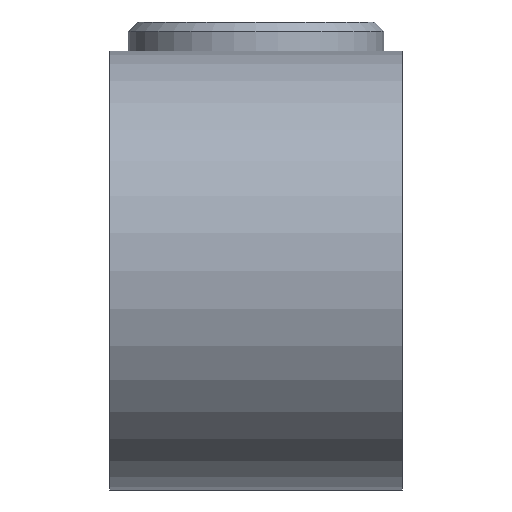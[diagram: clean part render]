
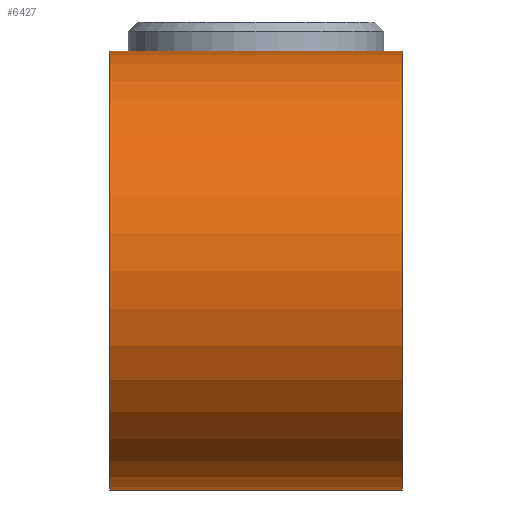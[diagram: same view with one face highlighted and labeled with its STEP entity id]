
A CAD part, left-side view. The second image highlights one B-rep face of the part: STEP entity #6427.
In plain terms, the highlighted cylindrical face has radius 6 mm (diameter 12 mm), a partial arc.
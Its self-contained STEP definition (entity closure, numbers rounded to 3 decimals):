
#138 = DIRECTION ( 'NONE',  ( 0., 0., 1. ) ) ;
#293 = DIRECTION ( 'NONE',  ( 0., 0., -1. ) ) ;
#398 = AXIS2_PLACEMENT_3D ( 'NONE', #3303, #9327, #5895 ) ;
#408 = DIRECTION ( 'NONE',  ( 0., -1., 0. ) ) ;
#549 = CARTESIAN_POINT ( 'NONE',  ( 0., 8., 6. ) ) ;
#896 = VERTEX_POINT ( 'NONE', #3552 ) ;
#1023 = CARTESIAN_POINT ( 'NONE',  ( 0., 8., -6. ) ) ;
#1475 = EDGE_CURVE ( 'NONE', #8620, #896, #9247, .T. ) ;
#2142 = EDGE_CURVE ( 'NONE', #5526, #8620, #4168, .T. ) ;
#2946 = FACE_OUTER_BOUND ( 'NONE', #5646, .T. ) ;
#2984 = ORIENTED_EDGE ( 'NONE', *, *, #1475, .F. ) ;
#3201 = CYLINDRICAL_SURFACE ( 'NONE', #8624, 6. ) ;
#3287 = DIRECTION ( 'NONE',  ( 0., -1., 0. ) ) ;
#3295 = AXIS2_PLACEMENT_3D ( 'NONE', #3731, #4564, #138 ) ;
#3303 = CARTESIAN_POINT ( 'NONE',  ( 0., 8., 0. ) ) ;
#3449 = CARTESIAN_POINT ( 'NONE',  ( 0., 8., -6. ) ) ;
#3552 = CARTESIAN_POINT ( 'NONE',  ( 0., 0., 6. ) ) ;
#3715 = EDGE_CURVE ( 'NONE', #8236, #896, #6307, .T. ) ;
#3731 = CARTESIAN_POINT ( 'NONE',  ( 0., 0., 0. ) ) ;
#4168 = CIRCLE ( 'NONE', #398, 6. ) ;
#4308 = ORIENTED_EDGE ( 'NONE', *, *, #3715, .T. ) ;
#4413 = CARTESIAN_POINT ( 'NONE',  ( 0., 8., 6. ) ) ;
#4564 = DIRECTION ( 'NONE',  ( 0., 1., 0. ) ) ;
#4644 = LINE ( 'NONE', #3449, #10272 ) ;
#5526 = VERTEX_POINT ( 'NONE', #1023 ) ;
#5646 = EDGE_LOOP ( 'NONE', ( #2984, #10252, #9837, #4308 ) ) ;
#5868 = VECTOR ( 'NONE', #408, 1000. ) ;
#5895 = DIRECTION ( 'NONE',  ( 0., 0., 1. ) ) ;
#6307 = CIRCLE ( 'NONE', #3295, 6. ) ;
#6427 = ADVANCED_FACE ( 'NONE', ( #2946 ), #3201, .T. ) ;
#8236 = VERTEX_POINT ( 'NONE', #11122 ) ;
#8526 = DIRECTION ( 'NONE',  ( 0., -1., 0. ) ) ;
#8620 = VERTEX_POINT ( 'NONE', #4413 ) ;
#8624 = AXIS2_PLACEMENT_3D ( 'NONE', #8701, #3287, #293 ) ;
#8701 = CARTESIAN_POINT ( 'NONE',  ( 0., 8., 0. ) ) ;
#9247 = LINE ( 'NONE', #549, #5868 ) ;
#9327 = DIRECTION ( 'NONE',  ( 0., 1., 0. ) ) ;
#9837 = ORIENTED_EDGE ( 'NONE', *, *, #9851, .T. ) ;
#9851 = EDGE_CURVE ( 'NONE', #5526, #8236, #4644, .T. ) ;
#10252 = ORIENTED_EDGE ( 'NONE', *, *, #2142, .F. ) ;
#10272 = VECTOR ( 'NONE', #8526, 1000. ) ;
#11122 = CARTESIAN_POINT ( 'NONE',  ( 0., 0., -6. ) ) ;
